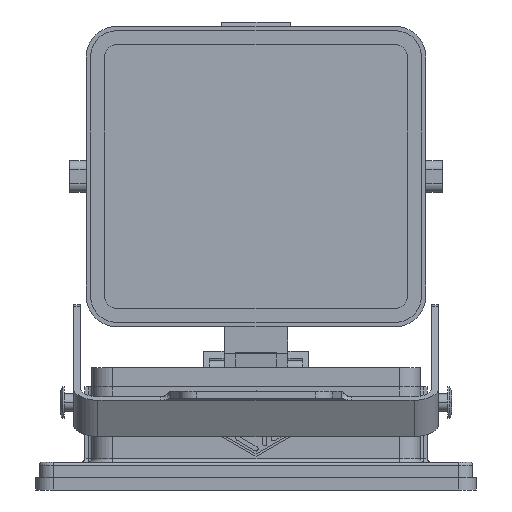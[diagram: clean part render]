
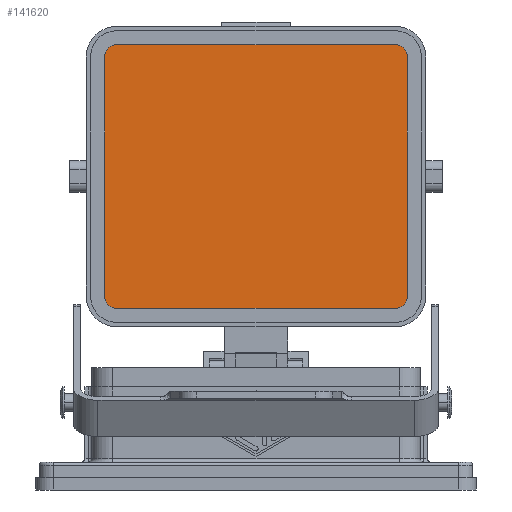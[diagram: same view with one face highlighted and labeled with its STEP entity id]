
A CAD part, front view. The second image highlights one B-rep face of the part: STEP entity #141620.
In plain terms, the highlighted planar face has unit normal (0, -1, 0).
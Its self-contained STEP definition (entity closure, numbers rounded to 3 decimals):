
#140870=CARTESIAN_POINT('',(44.488,67.5,50.987));
#140880=DIRECTION('',(0.,-1.,0.));
#140890=DIRECTION('',(1.,0.,0.));
#140900=AXIS2_PLACEMENT_3D('',#140870,#140880,#140890);
#140910=PLANE('',#140900);
#140920=CARTESIAN_POINT('',(43.35,67.5,55.656));
#140930=DIRECTION('',(0.,0.,1.));
#140940=VECTOR('',#140930,1.);
#140950=LINE('',#140920,#140940);
#140960=CARTESIAN_POINT('',(43.35,67.5,55.5));
#140970=VERTEX_POINT('',#140960);
#140980=CARTESIAN_POINT('',(43.35,67.5,124.));
#140990=VERTEX_POINT('',#140980);
#141000=EDGE_CURVE('',#140970,#140990,#140950,.T.);
#141010=ORIENTED_EDGE('',*,*,#141000,.T.);
#141020=CARTESIAN_POINT('',(39.85,67.5,55.5));
#141030=DIRECTION('',(0.,-1.,0.));
#141040=DIRECTION('',(1.,0.,0.));
#141050=AXIS2_PLACEMENT_3D('',#141020,#141030,#141040);
#141060=CIRCLE('',#141050,3.5);
#141070=CARTESIAN_POINT('',(39.85,67.5,52.));
#141080=VERTEX_POINT('',#141070);
#141090=EDGE_CURVE('',#141080,#140970,#141060,.T.);
#141100=ORIENTED_EDGE('',*,*,#141090,.T.);
#141110=CARTESIAN_POINT('',(-27.043,67.5,52.));
#141120=DIRECTION('',(1.,0.,0.));
#141130=VECTOR('',#141120,1.);
#141140=LINE('',#141110,#141130);
#141150=CARTESIAN_POINT('',(-39.85,67.5,52.));
#141160=VERTEX_POINT('',#141150);
#141170=EDGE_CURVE('',#141160,#141080,#141140,.T.);
#141180=ORIENTED_EDGE('',*,*,#141170,.T.);
#141190=CARTESIAN_POINT('',(-39.85,67.5,55.5));
#141200=DIRECTION('',(0.,-1.,0.));
#141210=DIRECTION('',(1.,0.,0.));
#141220=AXIS2_PLACEMENT_3D('',#141190,#141200,#141210);
#141230=CIRCLE('',#141220,3.5);
#141240=CARTESIAN_POINT('',(-43.35,67.5,55.5));
#141250=VERTEX_POINT('',#141240);
#141260=EDGE_CURVE('',#141250,#141160,#141230,.T.);
#141270=ORIENTED_EDGE('',*,*,#141260,.T.);
#141280=CARTESIAN_POINT('',(-43.35,67.5,55.656));
#141290=DIRECTION('',(0.,0.,-1.));
#141300=VECTOR('',#141290,1.);
#141310=LINE('',#141280,#141300);
#141320=CARTESIAN_POINT('',(-43.35,67.5,124.));
#141330=VERTEX_POINT('',#141320);
#141340=EDGE_CURVE('',#141330,#141250,#141310,.T.);
#141350=ORIENTED_EDGE('',*,*,#141340,.T.);
#141360=CARTESIAN_POINT('',(-39.85,67.5,124.));
#141370=DIRECTION('',(0.,-1.,0.));
#141380=DIRECTION('',(1.,0.,0.));
#141390=AXIS2_PLACEMENT_3D('',#141360,#141370,#141380);
#141400=CIRCLE('',#141390,3.5);
#141410=CARTESIAN_POINT('',(-39.85,67.5,127.5));
#141420=VERTEX_POINT('',#141410);
#141430=EDGE_CURVE('',#141420,#141330,#141400,.T.);
#141440=ORIENTED_EDGE('',*,*,#141430,.T.);
#141450=CARTESIAN_POINT('',(-27.043,67.5,127.5));
#141460=DIRECTION('',(-1.,0.,0.));
#141470=VECTOR('',#141460,1.);
#141480=LINE('',#141450,#141470);
#141490=CARTESIAN_POINT('',(39.85,67.5,127.5));
#141500=VERTEX_POINT('',#141490);
#141510=EDGE_CURVE('',#141500,#141420,#141480,.T.);
#141520=ORIENTED_EDGE('',*,*,#141510,.T.);
#141530=CARTESIAN_POINT('',(39.85,67.5,124.));
#141540=DIRECTION('',(0.,-1.,0.));
#141550=DIRECTION('',(1.,0.,0.));
#141560=AXIS2_PLACEMENT_3D('',#141530,#141540,#141550);
#141570=CIRCLE('',#141560,3.5);
#141580=EDGE_CURVE('',#140990,#141500,#141570,.T.);
#141590=ORIENTED_EDGE('',*,*,#141580,.T.);
#141600=EDGE_LOOP('',(#141590,#141520,#141440,#141350,#141270,#141180,
#141100,#141010));
#141610=FACE_OUTER_BOUND('',#141600,.T.);
#141620=ADVANCED_FACE('',(#141610),#140910,.T.);
